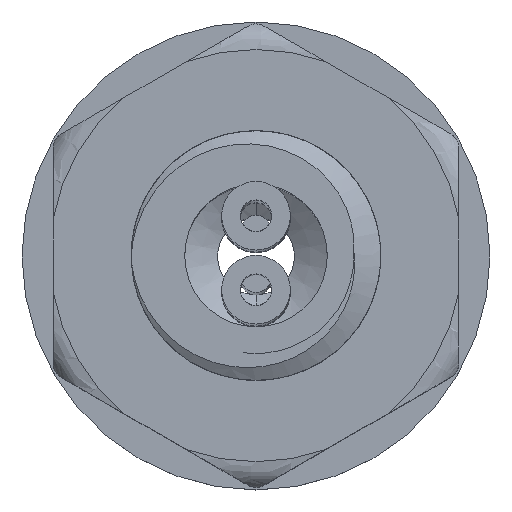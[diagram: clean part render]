
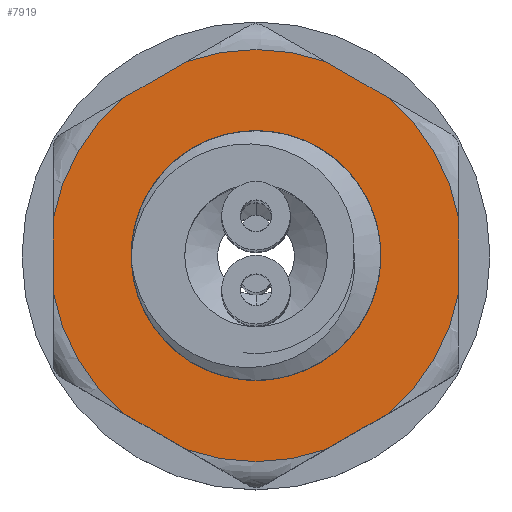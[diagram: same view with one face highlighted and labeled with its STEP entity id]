
A CAD part, top view. The second image highlights one B-rep face of the part: STEP entity #7919.
In plain terms, the highlighted face is planar.
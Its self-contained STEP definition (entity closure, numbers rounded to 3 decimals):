
#6878=CARTESIAN_POINT('',(0.,6.5,0.));
#6879=DIRECTION('',(0.,1.,0.));
#6880=DIRECTION('',(0.941,0.,0.338));
#6881=AXIS2_PLACEMENT_3D('',#6878,#6879,#6880);
#6883=CARTESIAN_POINT('',(0.,6.5,0.));
#6884=DIRECTION('',(0.,1.,0.));
#6885=DIRECTION('',(-0.941,0.,-0.338));
#6886=AXIS2_PLACEMENT_3D('',#6883,#6884,#6885);
#7292=DIRECTION('',(0.5,0.,-0.866));
#7293=VECTOR('',#7292,2.352);
#7294=CARTESIAN_POINT('',(5.041,6.5,4.269));
#7295=LINE('',#7294,#7293);
#7296=CARTESIAN_POINT('',(0.,6.5,0.));
#7297=DIRECTION('',(0.,1.,0.));
#7298=DIRECTION('',(0.178,0.,0.984));
#7299=AXIS2_PLACEMENT_3D('',#7296,#7297,#7298);
#7301=DIRECTION('',(1.,0.,0.));
#7302=VECTOR('',#7301,2.352);
#7303=CARTESIAN_POINT('',(-1.176,6.5,6.5));
#7304=LINE('',#7303,#7302);
#7305=CARTESIAN_POINT('',(0.,6.5,0.));
#7306=DIRECTION('',(0.,1.,0.));
#7307=DIRECTION('',(-0.763,0.,0.646));
#7308=AXIS2_PLACEMENT_3D('',#7305,#7306,#7307);
#7310=DIRECTION('',(0.5,0.,0.866));
#7311=VECTOR('',#7310,2.352);
#7312=CARTESIAN_POINT('',(-6.217,6.5,2.231));
#7313=LINE('',#7312,#7311);
#7314=DIRECTION('',(-0.5,0.,0.866));
#7315=VECTOR('',#7314,2.352);
#7316=CARTESIAN_POINT('',(-5.041,6.5,-4.269));
#7317=LINE('',#7316,#7315);
#7318=CARTESIAN_POINT('',(0.,6.5,0.));
#7319=DIRECTION('',(0.,1.,0.));
#7320=DIRECTION('',(-0.178,0.,-0.984));
#7321=AXIS2_PLACEMENT_3D('',#7318,#7319,#7320);
#7323=DIRECTION('',(-1.,0.,0.));
#7324=VECTOR('',#7323,2.352);
#7325=CARTESIAN_POINT('',(1.176,6.5,-6.5));
#7326=LINE('',#7325,#7324);
#7327=CARTESIAN_POINT('',(0.,6.5,0.));
#7328=DIRECTION('',(0.,1.,0.));
#7329=DIRECTION('',(0.763,0.,-0.646));
#7330=AXIS2_PLACEMENT_3D('',#7327,#7328,#7329);
#7332=DIRECTION('',(-0.5,0.,-0.866));
#7333=VECTOR('',#7332,2.352);
#7334=CARTESIAN_POINT('',(6.217,6.5,-2.231));
#7335=LINE('',#7334,#7333);
#7336=CARTESIAN_POINT('',(0.,6.5,0.));
#7337=DIRECTION('',(0.,1.,0.));
#7338=DIRECTION('',(1.,0.,0.));
#7339=AXIS2_PLACEMENT_3D('',#7336,#7337,#7338);
#7341=CARTESIAN_POINT('',(0.,6.5,0.));
#7342=DIRECTION('',(0.,1.,0.));
#7343=DIRECTION('',(-1.,0.,0.));
#7344=AXIS2_PLACEMENT_3D('',#7341,#7342,#7343);
#7382=CARTESIAN_POINT('',(5.041,6.5,-4.269));
#7383=CARTESIAN_POINT('',(1.176,6.5,-6.5));
#7384=VERTEX_POINT('',#7382);
#7385=VERTEX_POINT('',#7383);
#7386=CARTESIAN_POINT('',(-1.176,6.5,-6.5));
#7387=CARTESIAN_POINT('',(-5.041,6.5,-4.269));
#7388=VERTEX_POINT('',#7386);
#7389=VERTEX_POINT('',#7387);
#7390=CARTESIAN_POINT('',(-5.041,6.5,4.269));
#7391=CARTESIAN_POINT('',(-1.176,6.5,6.5));
#7392=VERTEX_POINT('',#7390);
#7393=VERTEX_POINT('',#7391);
#7394=CARTESIAN_POINT('',(1.176,6.5,6.5));
#7395=CARTESIAN_POINT('',(5.041,6.5,4.269));
#7396=VERTEX_POINT('',#7394);
#7397=VERTEX_POINT('',#7395);
#7398=CARTESIAN_POINT('',(-6.217,6.5,2.231));
#7399=VERTEX_POINT('',#7398);
#7400=CARTESIAN_POINT('',(6.217,6.5,2.231));
#7401=VERTEX_POINT('',#7400);
#7402=CARTESIAN_POINT('',(6.217,6.5,-2.231));
#7403=VERTEX_POINT('',#7402);
#7404=CARTESIAN_POINT('',(-6.217,6.5,-2.231));
#7405=VERTEX_POINT('',#7404);
#7406=CARTESIAN_POINT('',(3.35,6.5,0.));
#7407=CARTESIAN_POINT('',(-3.35,6.5,0.));
#7408=VERTEX_POINT('',#7406);
#7409=VERTEX_POINT('',#7407);
#7894=CARTESIAN_POINT('',(0.,6.5,0.));
#7895=DIRECTION('',(0.,1.,0.));
#7896=DIRECTION('',(1.,0.,0.));
#7897=AXIS2_PLACEMENT_3D('',#7894,#7895,#7896);
#7898=PLANE('',#7897);
#7899=ORIENTED_EDGE('',*,*,#7655,.F.);
#7900=ORIENTED_EDGE('',*,*,#7748,.F.);
#7901=ORIENTED_EDGE('',*,*,#7735,.F.);
#7902=ORIENTED_EDGE('',*,*,#7783,.F.);
#7903=ORIENTED_EDGE('',*,*,#7715,.F.);
#7904=ORIENTED_EDGE('',*,*,#7814,.F.);
#7905=ORIENTED_EDGE('',*,*,#7701,.F.);
#7906=ORIENTED_EDGE('',*,*,#7841,.F.);
#7907=ORIENTED_EDGE('',*,*,#7685,.F.);
#7908=ORIENTED_EDGE('',*,*,#7872,.F.);
#7909=ORIENTED_EDGE('',*,*,#7669,.F.);
#7910=ORIENTED_EDGE('',*,*,#7635,.F.);
#7911=EDGE_LOOP('',(#7899,#7900,#7901,#7902,#7903,#7904,#7905,#7906,#7907,#7908,
#7909,#7910));
#7912=FACE_OUTER_BOUND('',#7911,.F.);
#7914=ORIENTED_EDGE('',*,*,#7913,.T.);
#7916=ORIENTED_EDGE('',*,*,#7915,.T.);
#7917=EDGE_LOOP('',(#7914,#7916));
#7918=FACE_BOUND('',#7917,.F.);
#7919=ADVANCED_FACE('',(#7912,#7918),#7898,.T.);
#6882=CIRCLE('',#6881,6.606);
#6887=CIRCLE('',#6886,6.606);
#7300=CIRCLE('',#7299,6.606);
#7309=CIRCLE('',#7308,6.606);
#7322=CIRCLE('',#7321,6.606);
#7331=CIRCLE('',#7330,6.606);
#7340=CIRCLE('',#7339,3.35);
#7345=CIRCLE('',#7344,3.35);
#7635=EDGE_CURVE('',#7403,#7384,#7335,.T.);
#7655=EDGE_CURVE('',#7401,#7403,#6882,.T.);
#7669=EDGE_CURVE('',#7384,#7385,#7331,.T.);
#7685=EDGE_CURVE('',#7388,#7389,#7322,.T.);
#7701=EDGE_CURVE('',#7405,#7399,#6887,.T.);
#7715=EDGE_CURVE('',#7392,#7393,#7309,.T.);
#7735=EDGE_CURVE('',#7396,#7397,#7300,.T.);
#7748=EDGE_CURVE('',#7397,#7401,#7295,.T.);
#7783=EDGE_CURVE('',#7393,#7396,#7304,.T.);
#7814=EDGE_CURVE('',#7399,#7392,#7313,.T.);
#7841=EDGE_CURVE('',#7389,#7405,#7317,.T.);
#7872=EDGE_CURVE('',#7385,#7388,#7326,.T.);
#7913=EDGE_CURVE('',#7408,#7409,#7340,.T.);
#7915=EDGE_CURVE('',#7409,#7408,#7345,.T.);
